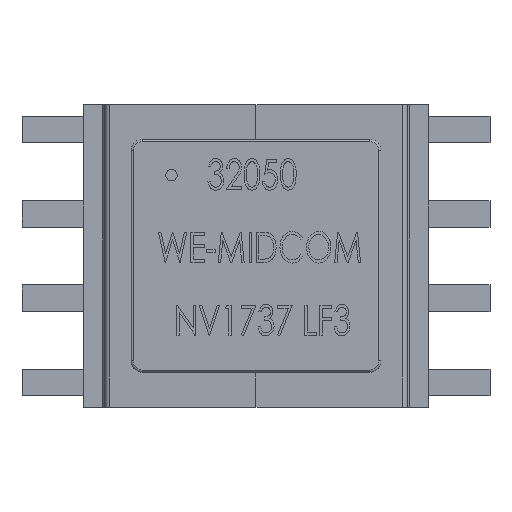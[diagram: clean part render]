
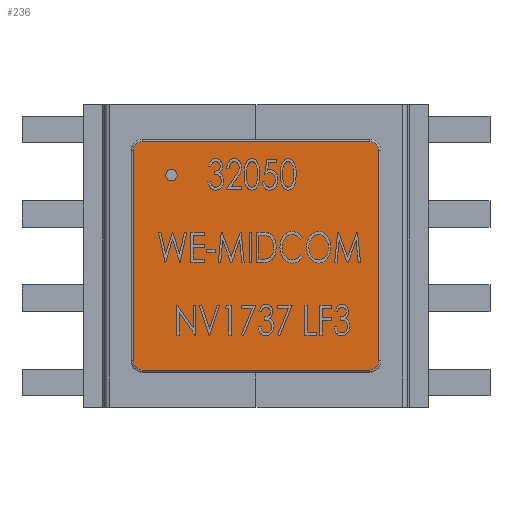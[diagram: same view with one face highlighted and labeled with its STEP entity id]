
A CAD part, top view. The second image highlights one B-rep face of the part: STEP entity #236.
In plain terms, the highlighted planar face has unit normal (0, 0, 1).
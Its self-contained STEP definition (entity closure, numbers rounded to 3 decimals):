
#236 = ADVANCED_FACE ( 'NONE', ( #8743 ), #3857, .T. ) ;
#538 = AXIS2_PLACEMENT_3D ( 'NONE', #9062, #1973, #8978 ) ;
#1450 = ORIENTED_EDGE ( 'NONE', *, *, #9860, .T. ) ;
#1519 = ORIENTED_EDGE ( 'NONE', *, *, #23195, .T. ) ;
#1780 = ORIENTED_EDGE ( 'NONE', *, *, #15648, .T. ) ;
#1973 = DIRECTION ( 'NONE',  ( 0., 0., 1. ) ) ;
#2515 = EDGE_CURVE ( 'NONE', #20658, #18511, #5085, .T. ) ;
#3367 = DIRECTION ( 'NONE',  ( 0., -1., 0. ) ) ;
#3696 = ORIENTED_EDGE ( 'NONE', *, *, #14941, .T. ) ;
#3857 = PLANE ( 'NONE',  #17531 ) ;
#4804 = ORIENTED_EDGE ( 'NONE', *, *, #21209, .T. ) ;
#5085 = CIRCLE ( 'NONE', #538, 0.4 ) ;
#5159 = EDGE_CURVE ( 'NONE', #21048, #6526, #11297, .T. ) ;
#5484 = CARTESIAN_POINT ( 'NONE',  ( 4.655, 10.771, 6.923 ) ) ;
#5553 = DIRECTION ( 'NONE',  ( 0., 0., 1. ) ) ;
#5746 = DIRECTION ( 'NONE',  ( 0., 0., 1. ) ) ;
#6444 = VERTEX_POINT ( 'NONE', #20425 ) ;
#6526 = VERTEX_POINT ( 'NONE', #10273 ) ;
#6790 = CARTESIAN_POINT ( 'NONE',  ( 15.054, 1.529, 6.923 ) ) ;
#7368 = VECTOR ( 'NONE', #20704, 1000. ) ;
#7732 = DIRECTION ( 'NONE',  ( 1., 0., 0. ) ) ;
#7942 = VERTEX_POINT ( 'NONE', #21400 ) ;
#8209 = ORIENTED_EDGE ( 'NONE', *, *, #2515, .T. ) ;
#8743 = FACE_OUTER_BOUND ( 'NONE', #20562, .T. ) ;
#8872 = CARTESIAN_POINT ( 'NONE',  ( 15.054, 10.771, 6.923 ) ) ;
#8978 = DIRECTION ( 'NONE',  ( 1., 0., 0. ) ) ;
#9062 = CARTESIAN_POINT ( 'NONE',  ( 14.654, 1.529, 6.923 ) ) ;
#9271 = CARTESIAN_POINT ( 'NONE',  ( 0., 0., 6.923 ) ) ;
#9860 = EDGE_CURVE ( 'NONE', #7942, #17787, #11521, .T. ) ;
#10273 = CARTESIAN_POINT ( 'NONE',  ( 4.655, 11.171, 6.923 ) ) ;
#10960 = DIRECTION ( 'NONE',  ( 1., 0., 0. ) ) ;
#11289 = CARTESIAN_POINT ( 'NONE',  ( 4.255, 1.529, 6.923 ) ) ;
#11297 = LINE ( 'NONE', #15322, #7368 ) ;
#11521 = LINE ( 'NONE', #17543, #21862 ) ;
#11618 = LINE ( 'NONE', #16165, #19724 ) ;
#12652 = DIRECTION ( 'NONE',  ( 0., 0., 1. ) ) ;
#12686 = DIRECTION ( 'NONE',  ( 0., 1., 0. ) ) ;
#13201 = CIRCLE ( 'NONE', #19428, 0.4 ) ;
#13381 = CARTESIAN_POINT ( 'NONE',  ( 14.654, 1.129, 6.923 ) ) ;
#13826 = AXIS2_PLACEMENT_3D ( 'NONE', #21654, #12652, #14322 ) ;
#14116 = AXIS2_PLACEMENT_3D ( 'NONE', #20136, #5746, #7732 ) ;
#14322 = DIRECTION ( 'NONE',  ( 1., 0., 0. ) ) ;
#14941 = EDGE_CURVE ( 'NONE', #6444, #20658, #11618, .T. ) ;
#15322 = CARTESIAN_POINT ( 'NONE',  ( 0., 11.171, 6.923 ) ) ;
#15427 = CIRCLE ( 'NONE', #14116, 0.4 ) ;
#15648 = EDGE_CURVE ( 'NONE', #18511, #21818, #21381, .T. ) ;
#16165 = CARTESIAN_POINT ( 'NONE',  ( 14.654, 1.129, 6.923 ) ) ;
#16382 = DIRECTION ( 'NONE',  ( 0., 0., 1. ) ) ;
#16388 = EDGE_CURVE ( 'NONE', #6526, #7942, #13201, .T. ) ;
#16830 = CARTESIAN_POINT ( 'NONE',  ( 15.054, 10.771, 6.923 ) ) ;
#17049 = ORIENTED_EDGE ( 'NONE', *, *, #16388, .T. ) ;
#17268 = CIRCLE ( 'NONE', #13826, 0.4 ) ;
#17531 = AXIS2_PLACEMENT_3D ( 'NONE', #9271, #16382, #19977 ) ;
#17543 = CARTESIAN_POINT ( 'NONE',  ( 4.255, 0., 6.923 ) ) ;
#17666 = CARTESIAN_POINT ( 'NONE',  ( 14.654, 11.171, 6.923 ) ) ;
#17734 = VECTOR ( 'NONE', #12686, 1000. ) ;
#17787 = VERTEX_POINT ( 'NONE', #11289 ) ;
#18511 = VERTEX_POINT ( 'NONE', #6790 ) ;
#19428 = AXIS2_PLACEMENT_3D ( 'NONE', #5484, #5553, #10960 ) ;
#19724 = VECTOR ( 'NONE', #21649, 1000. ) ;
#19977 = DIRECTION ( 'NONE',  ( 1., 0., 0. ) ) ;
#20136 = CARTESIAN_POINT ( 'NONE',  ( 14.654, 10.771, 6.923 ) ) ;
#20425 = CARTESIAN_POINT ( 'NONE',  ( 4.655, 1.129, 6.923 ) ) ;
#20562 = EDGE_LOOP ( 'NONE', ( #3696, #8209, #1780, #4804, #21890, #17049, #1450, #1519 ) ) ;
#20658 = VERTEX_POINT ( 'NONE', #13381 ) ;
#20704 = DIRECTION ( 'NONE',  ( -1., 0., 0. ) ) ;
#21048 = VERTEX_POINT ( 'NONE', #17666 ) ;
#21209 = EDGE_CURVE ( 'NONE', #21818, #21048, #15427, .T. ) ;
#21381 = LINE ( 'NONE', #8872, #17734 ) ;
#21400 = CARTESIAN_POINT ( 'NONE',  ( 4.255, 10.771, 6.923 ) ) ;
#21649 = DIRECTION ( 'NONE',  ( 1., 0., 0. ) ) ;
#21654 = CARTESIAN_POINT ( 'NONE',  ( 4.655, 1.529, 6.923 ) ) ;
#21818 = VERTEX_POINT ( 'NONE', #16830 ) ;
#21862 = VECTOR ( 'NONE', #3367, 1000. ) ;
#21890 = ORIENTED_EDGE ( 'NONE', *, *, #5159, .T. ) ;
#23195 = EDGE_CURVE ( 'NONE', #17787, #6444, #17268, .T. ) ;
